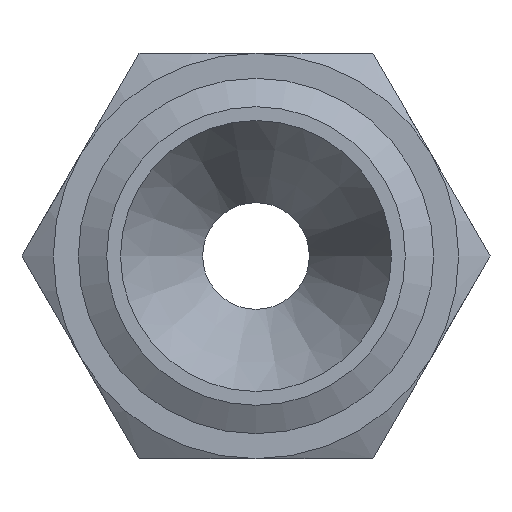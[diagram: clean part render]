
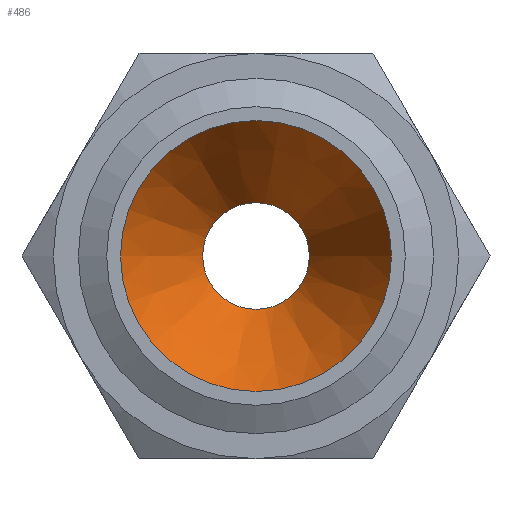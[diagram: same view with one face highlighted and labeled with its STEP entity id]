
A CAD part, left-side view. The second image highlights one B-rep face of the part: STEP entity #486.
In plain terms, the highlighted conical face has half-angle 30 degrees and reference radius 4.425 mm.
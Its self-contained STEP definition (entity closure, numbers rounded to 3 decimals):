
#31=FACE_BOUND('',#152,.T.);
#98=FACE_OUTER_BOUND('',#151,.T.);
#151=EDGE_LOOP('',(#427));
#152=EDGE_LOOP('',(#428));
#184=CIRCLE('',#552,2.5);
#185=CIRCLE('',#554,6.35);
#250=VERTEX_POINT('',#879);
#251=VERTEX_POINT('',#882);
#310=EDGE_CURVE('',#250,#250,#184,.T.);
#311=EDGE_CURVE('',#251,#251,#185,.T.);
#427=ORIENTED_EDGE('',*,*,#311,.F.);
#428=ORIENTED_EDGE('',*,*,#310,.T.);
#450=CONICAL_SURFACE('',#553,4.425,30.);
#486=ADVANCED_FACE('',(#98,#31),#450,.F.);
#552=AXIS2_PLACEMENT_3D('',#880,#688,#689);
#553=AXIS2_PLACEMENT_3D('',#881,#690,#691);
#554=AXIS2_PLACEMENT_3D('',#883,#692,#693);
#688=DIRECTION('center_axis',(1.,0.,0.));
#689=DIRECTION('ref_axis',(0.,0.,-1.));
#690=DIRECTION('center_axis',(-1.,0.,0.));
#691=DIRECTION('ref_axis',(0.,1.,0.));
#692=DIRECTION('center_axis',(1.,0.,0.));
#693=DIRECTION('ref_axis',(0.,0.,-1.));
#879=CARTESIAN_POINT('',(6.668,2.5,0.));
#880=CARTESIAN_POINT('Origin',(6.668,0.,0.));
#881=CARTESIAN_POINT('Origin',(3.334,0.,0.));
#882=CARTESIAN_POINT('',(0.,6.35,0.));
#883=CARTESIAN_POINT('Origin',(0.,0.,0.));
